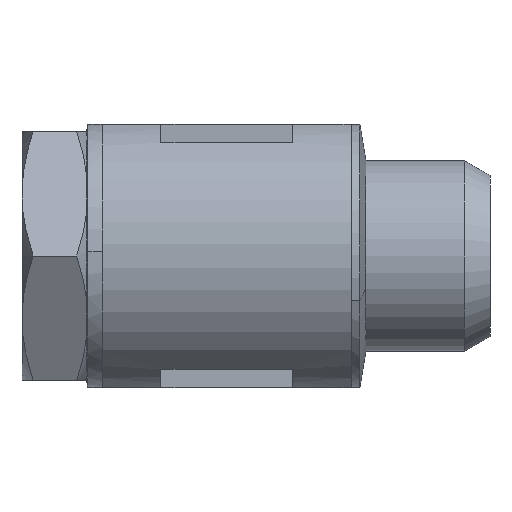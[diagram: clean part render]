
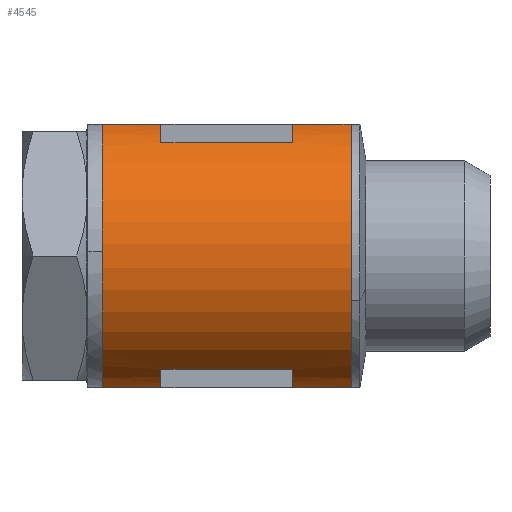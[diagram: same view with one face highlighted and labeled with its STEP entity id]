
A CAD part, left-side view. The second image highlights one B-rep face of the part: STEP entity #4545.
In plain terms, the highlighted cylindrical face has radius 9.5 mm (diameter 19 mm), a partial arc.
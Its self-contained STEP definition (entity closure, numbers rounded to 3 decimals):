
#28 = FACE_OUTER_BOUND ( 'NONE', #183, .T. ) ;
#36 = CYLINDRICAL_SURFACE ( 'NONE', #4335, 9.5 ) ;
#87 = VERTEX_POINT ( 'NONE', #1285 ) ;
#96 = VERTEX_POINT ( 'NONE', #1283 ) ;
#98 = VERTEX_POINT ( 'NONE', #1281 ) ;
#103 = VERTEX_POINT ( 'NONE', #1273 ) ;
#104 = VERTEX_POINT ( 'NONE', #1271 ) ;
#105 = VERTEX_POINT ( 'NONE', #1270 ) ;
#106 = VERTEX_POINT ( 'NONE', #1269 ) ;
#107 = VERTEX_POINT ( 'NONE', #1268 ) ;
#109 = VERTEX_POINT ( 'NONE', #1265 ) ;
#183 = EDGE_LOOP ( 'NONE', ( #282, #283, #284, #285, #286, #287, #288, #289, #290, #291, #292, #293 ) ) ;
#282 = ORIENTED_EDGE ( 'NONE', *, *, #732, .F. ) ;
#283 = ORIENTED_EDGE ( 'NONE', *, *, #772, .T. ) ;
#284 = ORIENTED_EDGE ( 'NONE', *, *, #773, .F. ) ;
#285 = ORIENTED_EDGE ( 'NONE', *, *, #774, .F. ) ;
#286 = ORIENTED_EDGE ( 'NONE', *, *, #775, .F. ) ;
#287 = ORIENTED_EDGE ( 'NONE', *, *, #776, .T. ) ;
#288 = ORIENTED_EDGE ( 'NONE', *, *, #741, .T. ) ;
#289 = ORIENTED_EDGE ( 'NONE', *, *, #777, .T. ) ;
#290 = ORIENTED_EDGE ( 'NONE', *, *, #778, .F. ) ;
#291 = ORIENTED_EDGE ( 'NONE', *, *, #779, .F. ) ;
#292 = ORIENTED_EDGE ( 'NONE', *, *, #780, .F. ) ;
#293 = ORIENTED_EDGE ( 'NONE', *, *, #781, .T. ) ;
#685 = CARTESIAN_POINT ( 'NONE',  ( -145.939, -53.043, -34. ) ) ;
#732 = EDGE_CURVE ( 'NONE', #1703, #3339, #2137, .T. ) ;
#741 = EDGE_CURVE ( 'NONE', #1705, #87, #2159, .T. ) ;
#772 = EDGE_CURVE ( 'NONE', #1703, #96, #1724, .T. ) ;
#773 = EDGE_CURVE ( 'NONE', #103, #96, #1725, .T. ) ;
#774 = EDGE_CURVE ( 'NONE', #105, #103, #1729, .T. ) ;
#775 = EDGE_CURVE ( 'NONE', #98, #105, #1727, .T. ) ;
#776 = EDGE_CURVE ( 'NONE', #98, #1705, #1728, .T. ) ;
#777 = EDGE_CURVE ( 'NONE', #87, #104, #1732, .T. ) ;
#778 = EDGE_CURVE ( 'NONE', #109, #104, #1734, .T. ) ;
#779 = EDGE_CURVE ( 'NONE', #106, #109, #1731, .T. ) ;
#780 = EDGE_CURVE ( 'NONE', #107, #106, #1736, .T. ) ;
#781 = EDGE_CURVE ( 'NONE', #107, #3339, #1737, .T. ) ;
#855 = AXIS2_PLACEMENT_3D ( 'NONE', #1222, #1219, #1218 ) ;
#860 = AXIS2_PLACEMENT_3D ( 'NONE', #1079, #1076, #1073 ) ;
#872 = AXIS2_PLACEMENT_3D ( 'NONE', #1665, #1664, #1663 ) ;
#873 = AXIS2_PLACEMENT_3D ( 'NONE', #1656, #1654, #1651 ) ;
#874 = AXIS2_PLACEMENT_3D ( 'NONE', #1647, #1646, #1644 ) ;
#875 = AXIS2_PLACEMENT_3D ( 'NONE', #1640, #1639, #1637 ) ;
#1064 = CARTESIAN_POINT ( 'NONE',  ( -145.939, -54.543, -16. ) ) ;
#1073 = DIRECTION ( 'NONE',  ( 0., 0., -1. ) ) ;
#1076 = DIRECTION ( 'NONE',  ( 0., -1., 0. ) ) ;
#1079 = CARTESIAN_POINT ( 'NONE',  ( -142.897, -36.043, -25. ) ) ;
#1218 = DIRECTION ( 'NONE',  ( 0., 0., -1. ) ) ;
#1219 = DIRECTION ( 'NONE',  ( 0., -1., 0. ) ) ;
#1222 = CARTESIAN_POINT ( 'NONE',  ( -142.897, -53.043, -25. ) ) ;
#1265 = CARTESIAN_POINT ( 'NONE',  ( -148.397, -40.043, -32.746 ) ) ;
#1268 = CARTESIAN_POINT ( 'NONE',  ( -145.939, -49.043, -34. ) ) ;
#1269 = CARTESIAN_POINT ( 'NONE',  ( -148.397, -49.043, -32.746 ) ) ;
#1270 = CARTESIAN_POINT ( 'NONE',  ( -148.397, -40.043, -17.254 ) ) ;
#1271 = CARTESIAN_POINT ( 'NONE',  ( -145.939, -40.043, -34. ) ) ;
#1273 = CARTESIAN_POINT ( 'NONE',  ( -148.397, -49.043, -17.254 ) ) ;
#1281 = CARTESIAN_POINT ( 'NONE',  ( -145.939, -40.043, -16. ) ) ;
#1283 = CARTESIAN_POINT ( 'NONE',  ( -145.939, -49.043, -16. ) ) ;
#1285 = CARTESIAN_POINT ( 'NONE',  ( -145.939, -36.043, -34. ) ) ;
#1604 = CARTESIAN_POINT ( 'NONE',  ( -145.939, -53.043, -16. ) ) ;
#1606 = CARTESIAN_POINT ( 'NONE',  ( -145.939, -36.043, -16. ) ) ;
#1627 = DIRECTION ( 'NONE',  ( 0., -1., 0. ) ) ;
#1637 = DIRECTION ( 'NONE',  ( 0., 0., 1. ) ) ;
#1639 = DIRECTION ( 'NONE',  ( 0., 1., 0. ) ) ;
#1640 = CARTESIAN_POINT ( 'NONE',  ( -142.897, -49.043, -25. ) ) ;
#1641 = CARTESIAN_POINT ( 'NONE',  ( -145.939, -54.543, -34. ) ) ;
#1642 = DIRECTION ( 'NONE',  ( 0., -1., 0. ) ) ;
#1644 = DIRECTION ( 'NONE',  ( 0., 0., -1. ) ) ;
#1646 = DIRECTION ( 'NONE',  ( 0., -1., 0. ) ) ;
#1647 = CARTESIAN_POINT ( 'NONE',  ( -142.897, -40.043, -25. ) ) ;
#1648 = CARTESIAN_POINT ( 'NONE',  ( -148.397, -54.543, -32.746 ) ) ;
#1649 = DIRECTION ( 'NONE',  ( 0., -1., 0. ) ) ;
#1650 = CARTESIAN_POINT ( 'NONE',  ( -145.939, -54.543, -34. ) ) ;
#1651 = DIRECTION ( 'NONE',  ( 0., 0., -1. ) ) ;
#1654 = DIRECTION ( 'NONE',  ( 0., -1., 0. ) ) ;
#1655 = DIRECTION ( 'NONE',  ( 0., 1., 0. ) ) ;
#1656 = CARTESIAN_POINT ( 'NONE',  ( -142.897, -40.043, -25. ) ) ;
#1658 = CARTESIAN_POINT ( 'NONE',  ( -145.939, -54.543, -16. ) ) ;
#1661 = DIRECTION ( 'NONE',  ( 0., 1., 0. ) ) ;
#1662 = DIRECTION ( 'NONE',  ( 0., 1., 0. ) ) ;
#1663 = DIRECTION ( 'NONE',  ( 0., 0., 1. ) ) ;
#1664 = DIRECTION ( 'NONE',  ( 0., 1., 0. ) ) ;
#1665 = CARTESIAN_POINT ( 'NONE',  ( -142.897, -49.043, -25. ) ) ;
#1666 = CARTESIAN_POINT ( 'NONE',  ( -148.397, -54.543, -17.254 ) ) ;
#1703 = VERTEX_POINT ( 'NONE', #1604 ) ;
#1705 = VERTEX_POINT ( 'NONE', #1606 ) ;
#1724 = LINE ( 'NONE', #1064, #1726 ) ;
#1725 = CIRCLE ( 'NONE', #872, 9.5 ) ;
#1726 = VECTOR ( 'NONE', #1655, 1000. ) ;
#1727 = CIRCLE ( 'NONE', #873, 9.5 ) ;
#1728 = LINE ( 'NONE', #1658, #1733 ) ;
#1729 = LINE ( 'NONE', #1666, #1730 ) ;
#1730 = VECTOR ( 'NONE', #1627, 1000. ) ;
#1731 = LINE ( 'NONE', #1648, #1738 ) ;
#1732 = LINE ( 'NONE', #1650, #1735 ) ;
#1733 = VECTOR ( 'NONE', #1662, 1000. ) ;
#1734 = CIRCLE ( 'NONE', #874, 9.5 ) ;
#1735 = VECTOR ( 'NONE', #1649, 1000. ) ;
#1736 = CIRCLE ( 'NONE', #875, 9.5 ) ;
#1737 = LINE ( 'NONE', #1641, #1741 ) ;
#1738 = VECTOR ( 'NONE', #1661, 1000. ) ;
#1741 = VECTOR ( 'NONE', #1642, 1000. ) ;
#2137 = CIRCLE ( 'NONE', #855, 9.5 ) ;
#2159 = CIRCLE ( 'NONE', #860, 9.5 ) ;
#3339 = VERTEX_POINT ( 'NONE', #685 ) ;
#3804 = DIRECTION ( 'NONE',  ( 0., -1., 0. ) ) ;
#3815 = CARTESIAN_POINT ( 'NONE',  ( -142.897, -54.543, -25. ) ) ;
#3823 = DIRECTION ( 'NONE',  ( 0., 0., -1. ) ) ;
#4335 = AXIS2_PLACEMENT_3D ( 'NONE', #3815, #3804, #3823 ) ;
#4545 = ADVANCED_FACE ( 'NONE', ( #28 ), #36, .T. ) ;
